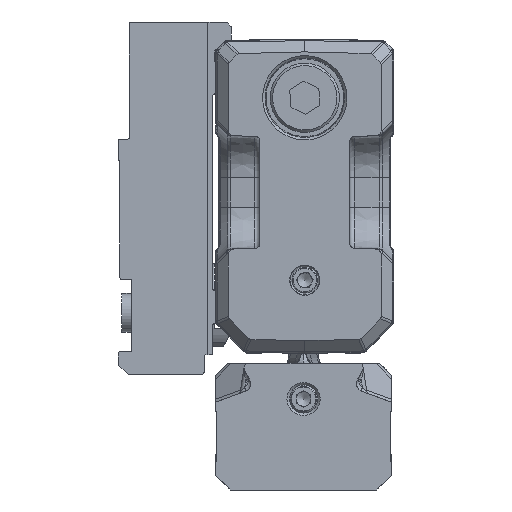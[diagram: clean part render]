
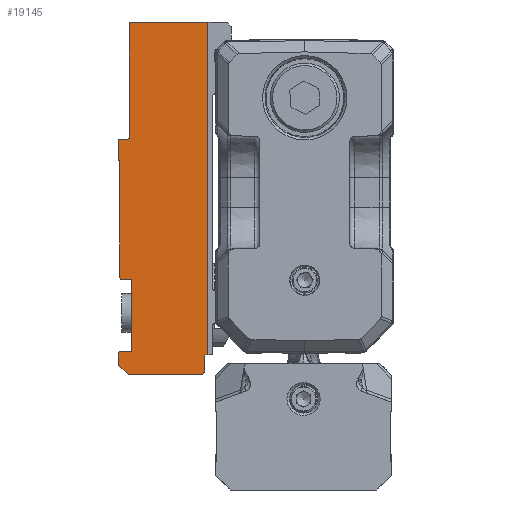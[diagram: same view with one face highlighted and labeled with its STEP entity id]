
A CAD part, front view. The second image highlights one B-rep face of the part: STEP entity #19145.
In plain terms, the highlighted planar face has unit normal (0, -1, 0).
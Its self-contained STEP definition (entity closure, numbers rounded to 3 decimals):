
#4347=CIRCLE('',#91105,0.2);
#4348=CIRCLE('',#91106,0.2);
#4349=CIRCLE('',#91107,0.2);
#4350=CIRCLE('',#91108,0.2);
#4351=CIRCLE('',#91109,0.2);
#4352=CIRCLE('',#91110,0.2);
#4353=CIRCLE('',#91111,0.2);
#4354=CIRCLE('',#91112,0.2);
#4355=CIRCLE('',#91113,0.2);
#4356=CIRCLE('',#91114,0.2);
#4357=CIRCLE('',#91115,0.2);
#4358=CIRCLE('',#91116,0.2);
#4359=CIRCLE('',#91117,0.2);
#19145=ADVANCED_FACE('',(#26115),#23595,.F.);
#23595=PLANE('',#91118);
#26115=FACE_OUTER_BOUND('',#30656,.T.);
#30656=EDGE_LOOP('',(#39834,#39835,#39836,#39837,#39838,#39839,#39840,#39841,
#39842,#39843,#39844,#39845,#39846,#39847,#39848,#39849,#39850,#39851,#39852,
#39853,#39854,#39855,#39856,#39857,#39858,#39859,#39860));
#39834=ORIENTED_EDGE('',*,*,#67203,.F.);
#39835=ORIENTED_EDGE('',*,*,#67017,.T.);
#39836=ORIENTED_EDGE('',*,*,#67204,.F.);
#39837=ORIENTED_EDGE('',*,*,#67205,.F.);
#39838=ORIENTED_EDGE('',*,*,#67206,.F.);
#39839=ORIENTED_EDGE('',*,*,#67207,.F.);
#39840=ORIENTED_EDGE('',*,*,#67208,.F.);
#39841=ORIENTED_EDGE('',*,*,#67209,.F.);
#39842=ORIENTED_EDGE('',*,*,#67210,.F.);
#39843=ORIENTED_EDGE('',*,*,#67211,.F.);
#39844=ORIENTED_EDGE('',*,*,#67212,.F.);
#39845=ORIENTED_EDGE('',*,*,#67213,.F.);
#39846=ORIENTED_EDGE('',*,*,#67214,.F.);
#39847=ORIENTED_EDGE('',*,*,#67215,.F.);
#39848=ORIENTED_EDGE('',*,*,#67216,.F.);
#39849=ORIENTED_EDGE('',*,*,#67217,.F.);
#39850=ORIENTED_EDGE('',*,*,#67218,.F.);
#39851=ORIENTED_EDGE('',*,*,#67219,.F.);
#39852=ORIENTED_EDGE('',*,*,#67220,.F.);
#39853=ORIENTED_EDGE('',*,*,#67221,.F.);
#39854=ORIENTED_EDGE('',*,*,#67222,.F.);
#39855=ORIENTED_EDGE('',*,*,#67223,.F.);
#39856=ORIENTED_EDGE('',*,*,#67224,.F.);
#39857=ORIENTED_EDGE('',*,*,#67225,.F.);
#39858=ORIENTED_EDGE('',*,*,#67226,.F.);
#39859=ORIENTED_EDGE('',*,*,#67227,.F.);
#39860=ORIENTED_EDGE('',*,*,#67228,.F.);
#58968=VERTEX_POINT('',#125420);
#58969=VERTEX_POINT('',#125422);
#59136=VERTEX_POINT('',#125921);
#59137=VERTEX_POINT('',#125923);
#59138=VERTEX_POINT('',#125925);
#59139=VERTEX_POINT('',#125927);
#59140=VERTEX_POINT('',#125929);
#59141=VERTEX_POINT('',#125931);
#59142=VERTEX_POINT('',#125933);
#59143=VERTEX_POINT('',#125935);
#59144=VERTEX_POINT('',#125937);
#59145=VERTEX_POINT('',#125939);
#59146=VERTEX_POINT('',#125941);
#59147=VERTEX_POINT('',#125943);
#59148=VERTEX_POINT('',#125945);
#59149=VERTEX_POINT('',#125947);
#59150=VERTEX_POINT('',#125949);
#59151=VERTEX_POINT('',#125951);
#59152=VERTEX_POINT('',#125953);
#59153=VERTEX_POINT('',#125955);
#59154=VERTEX_POINT('',#125957);
#59155=VERTEX_POINT('',#125959);
#59156=VERTEX_POINT('',#125961);
#59157=VERTEX_POINT('',#125963);
#59158=VERTEX_POINT('',#125965);
#59159=VERTEX_POINT('',#125967);
#59160=VERTEX_POINT('',#125969);
#67017=EDGE_CURVE('',#58968,#58969,#77881,.T.);
#67203=EDGE_CURVE('',#58968,#59136,#77958,.T.);
#67204=EDGE_CURVE('',#59137,#58969,#77959,.T.);
#67205=EDGE_CURVE('',#59138,#59137,#4347,.T.);
#67206=EDGE_CURVE('',#59139,#59138,#77960,.T.);
#67207=EDGE_CURVE('',#59140,#59139,#4348,.T.);
#67208=EDGE_CURVE('',#59141,#59140,#77961,.T.);
#67209=EDGE_CURVE('',#59142,#59141,#4349,.T.);
#67210=EDGE_CURVE('',#59143,#59142,#77962,.T.);
#67211=EDGE_CURVE('',#59144,#59143,#4350,.T.);
#67212=EDGE_CURVE('',#59145,#59144,#4351,.T.);
#67213=EDGE_CURVE('',#59146,#59145,#77963,.T.);
#67214=EDGE_CURVE('',#59147,#59146,#4352,.T.);
#67215=EDGE_CURVE('',#59148,#59147,#77964,.T.);
#67216=EDGE_CURVE('',#59149,#59148,#4353,.T.);
#67217=EDGE_CURVE('',#59150,#59149,#77965,.T.);
#67218=EDGE_CURVE('',#59151,#59150,#4354,.T.);
#67219=EDGE_CURVE('',#59152,#59151,#77966,.T.);
#67220=EDGE_CURVE('',#59153,#59152,#4355,.T.);
#67221=EDGE_CURVE('',#59154,#59153,#77967,.T.);
#67222=EDGE_CURVE('',#59155,#59154,#4356,.T.);
#67223=EDGE_CURVE('',#59156,#59155,#77968,.T.);
#67224=EDGE_CURVE('',#59157,#59156,#4357,.T.);
#67225=EDGE_CURVE('',#59158,#59157,#77969,.T.);
#67226=EDGE_CURVE('',#59159,#59158,#4358,.T.);
#67227=EDGE_CURVE('',#59160,#59159,#77970,.T.);
#67228=EDGE_CURVE('',#59136,#59160,#4359,.T.);
#77881=LINE('',#125423,#84827);
#77958=LINE('',#125920,#84904);
#77959=LINE('',#125922,#84905);
#77960=LINE('',#125926,#84906);
#77961=LINE('',#125930,#84907);
#77962=LINE('',#125934,#84908);
#77963=LINE('',#125940,#84909);
#77964=LINE('',#125944,#84910);
#77965=LINE('',#125948,#84911);
#77966=LINE('',#125952,#84912);
#77967=LINE('',#125956,#84913);
#77968=LINE('',#125960,#84914);
#77969=LINE('',#125964,#84915);
#77970=LINE('',#125968,#84916);
#84827=VECTOR('',#101144,1.);
#84904=VECTOR('',#101501,1.);
#84905=VECTOR('',#101502,1.);
#84906=VECTOR('',#101505,1.);
#84907=VECTOR('',#101508,1.);
#84908=VECTOR('',#101511,1.);
#84909=VECTOR('',#101516,1.);
#84910=VECTOR('',#101519,1.);
#84911=VECTOR('',#101522,1.);
#84912=VECTOR('',#101525,1.);
#84913=VECTOR('',#101528,1.);
#84914=VECTOR('',#101531,1.);
#84915=VECTOR('',#101534,1.);
#84916=VECTOR('',#101537,1.);
#91105=AXIS2_PLACEMENT_3D('',#125924,#101503,#101504);
#91106=AXIS2_PLACEMENT_3D('',#125928,#101506,#101507);
#91107=AXIS2_PLACEMENT_3D('',#125932,#101509,#101510);
#91108=AXIS2_PLACEMENT_3D('',#125936,#101512,#101513);
#91109=AXIS2_PLACEMENT_3D('',#125938,#101514,#101515);
#91110=AXIS2_PLACEMENT_3D('',#125942,#101517,#101518);
#91111=AXIS2_PLACEMENT_3D('',#125946,#101520,#101521);
#91112=AXIS2_PLACEMENT_3D('',#125950,#101523,#101524);
#91113=AXIS2_PLACEMENT_3D('',#125954,#101526,#101527);
#91114=AXIS2_PLACEMENT_3D('',#125958,#101529,#101530);
#91115=AXIS2_PLACEMENT_3D('',#125962,#101532,#101533);
#91116=AXIS2_PLACEMENT_3D('',#125966,#101535,#101536);
#91117=AXIS2_PLACEMENT_3D('',#125970,#101538,#101539);
#91118=AXIS2_PLACEMENT_3D('',#125971,#101540,#101541);
#101144=DIRECTION('',(0.,0.,1.));
#101501=DIRECTION('',(-1.,0.,0.));
#101502=DIRECTION('',(1.,0.,0.));
#101503=DIRECTION('',(0.,1.,0.));
#101504=DIRECTION('',(1.,0.,0.));
#101505=DIRECTION('',(0.,0.,1.));
#101506=DIRECTION('',(0.,-1.,0.));
#101507=DIRECTION('',(1.,0.,0.));
#101508=DIRECTION('',(1.,0.,0.));
#101509=DIRECTION('',(0.,1.,0.));
#101510=DIRECTION('',(1.,0.,0.));
#101511=DIRECTION('',(0.,0.,1.));
#101512=DIRECTION('',(0.,1.,0.));
#101513=DIRECTION('',(1.,0.,0.));
#101514=DIRECTION('',(0.,-1.,0.));
#101515=DIRECTION('',(1.,0.,0.));
#101516=DIRECTION('',(0.,0.,1.));
#101517=DIRECTION('',(0.,1.,0.));
#101518=DIRECTION('',(1.,0.,0.));
#101519=DIRECTION('',(-1.,0.,0.));
#101520=DIRECTION('',(0.,-1.,0.));
#101521=DIRECTION('',(1.,0.,0.));
#101522=DIRECTION('',(0.,0.,1.));
#101523=DIRECTION('',(0.,-1.,0.));
#101524=DIRECTION('',(1.,0.,0.));
#101525=DIRECTION('',(1.,0.,0.));
#101526=DIRECTION('',(0.,1.,0.));
#101527=DIRECTION('',(1.,0.,0.));
#101528=DIRECTION('',(0.,0.,1.));
#101529=DIRECTION('',(0.,1.,0.));
#101530=DIRECTION('',(1.,0.,0.));
#101531=DIRECTION('',(-0.707,0.,0.707));
#101532=DIRECTION('',(0.,1.,0.));
#101533=DIRECTION('',(1.,0.,0.));
#101534=DIRECTION('',(-1.,0.,0.));
#101535=DIRECTION('',(0.,1.,0.));
#101536=DIRECTION('',(1.,0.,0.));
#101537=DIRECTION('',(0.,0.,-1.));
#101538=DIRECTION('',(0.,-1.,0.));
#101539=DIRECTION('',(1.,0.,0.));
#101540=DIRECTION('',(0.,1.,0.));
#101541=DIRECTION('',(1.,0.,0.));
#125420=CARTESIAN_POINT('',(-9.8,-12.,-32.334));
#125422=CARTESIAN_POINT('',(-9.8,-12.,1.766));
#125423=CARTESIAN_POINT('',(-9.8,-12.,-37.944));
#125920=CARTESIAN_POINT('',(-9.5,-12.,-32.334));
#125921=CARTESIAN_POINT('',(-10.,-12.,-32.334));
#125922=CARTESIAN_POINT('',(-17.65,-12.,1.766));
#125923=CARTESIAN_POINT('',(-17.65,-12.,1.766));
#125924=CARTESIAN_POINT('',(-17.65,-12.,1.566));
#125925=CARTESIAN_POINT('',(-17.85,-12.,1.566));
#125926=CARTESIAN_POINT('',(-17.85,-12.,-10.034));
#125927=CARTESIAN_POINT('',(-17.85,-12.,-10.034));
#125928=CARTESIAN_POINT('',(-18.05,-12.,-10.034));
#125929=CARTESIAN_POINT('',(-18.05,-12.,-10.234));
#125930=CARTESIAN_POINT('',(-18.8,-12.,-10.234));
#125931=CARTESIAN_POINT('',(-18.8,-12.,-10.234));
#125932=CARTESIAN_POINT('',(-18.8,-12.,-10.434));
#125933=CARTESIAN_POINT('',(-19.,-12.,-10.434));
#125934=CARTESIAN_POINT('',(-19.,-12.,-12.234));
#125935=CARTESIAN_POINT('',(-19.,-12.,-12.234));
#125936=CARTESIAN_POINT('',(-18.8,-12.,-12.234));
#125937=CARTESIAN_POINT('',(-18.925,-12.,-12.391));
#125938=CARTESIAN_POINT('',(-19.05,-12.,-12.547));
#125939=CARTESIAN_POINT('',(-18.85,-12.,-12.547));
#125940=CARTESIAN_POINT('',(-18.85,-12.,-24.384));
#125941=CARTESIAN_POINT('',(-18.85,-12.,-24.384));
#125942=CARTESIAN_POINT('',(-18.65,-12.,-24.384));
#125943=CARTESIAN_POINT('',(-18.65,-12.,-24.584));
#125944=CARTESIAN_POINT('',(-17.8,-12.,-24.584));
#125945=CARTESIAN_POINT('',(-17.8,-12.,-24.584));
#125946=CARTESIAN_POINT('',(-17.8,-12.,-24.784));
#125947=CARTESIAN_POINT('',(-17.6,-12.,-24.784));
#125948=CARTESIAN_POINT('',(-17.6,-12.,-31.834));
#125949=CARTESIAN_POINT('',(-17.6,-12.,-31.834));
#125950=CARTESIAN_POINT('',(-17.8,-12.,-31.834));
#125951=CARTESIAN_POINT('',(-17.8,-12.,-32.034));
#125952=CARTESIAN_POINT('',(-18.8,-12.,-32.034));
#125953=CARTESIAN_POINT('',(-18.8,-12.,-32.034));
#125954=CARTESIAN_POINT('',(-18.8,-12.,-32.234));
#125955=CARTESIAN_POINT('',(-19.,-12.,-32.234));
#125956=CARTESIAN_POINT('',(-19.,-12.,-33.252));
#125957=CARTESIAN_POINT('',(-19.,-12.,-33.252));
#125958=CARTESIAN_POINT('',(-18.8,-12.,-33.252));
#125959=CARTESIAN_POINT('',(-18.941,-12.,-33.393));
#125960=CARTESIAN_POINT('',(-18.059,-12.,-34.276));
#125961=CARTESIAN_POINT('',(-18.059,-12.,-34.276));
#125962=CARTESIAN_POINT('',(-17.917,-12.,-34.134));
#125963=CARTESIAN_POINT('',(-17.917,-12.,-34.334));
#125964=CARTESIAN_POINT('',(-10.4,-12.,-34.334));
#125965=CARTESIAN_POINT('',(-10.4,-12.,-34.334));
#125966=CARTESIAN_POINT('',(-10.4,-12.,-34.134));
#125967=CARTESIAN_POINT('',(-10.2,-12.,-34.134));
#125968=CARTESIAN_POINT('',(-10.2,-12.,-32.534));
#125969=CARTESIAN_POINT('',(-10.2,-12.,-32.534));
#125970=CARTESIAN_POINT('',(-10.,-12.,-32.534));
#125971=CARTESIAN_POINT('',(-9.2,-12.,-5.434));
